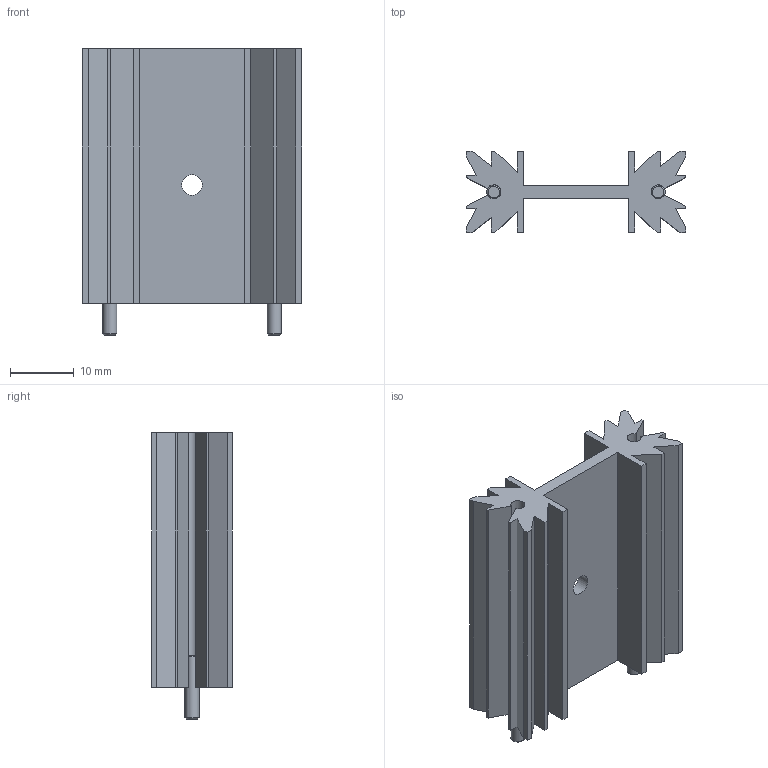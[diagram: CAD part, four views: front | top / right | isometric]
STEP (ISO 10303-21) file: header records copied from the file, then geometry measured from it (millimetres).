
FILE_DESCRIPTION(('FreeCAD Model'),'2;1');
FILE_NAME('Open CASCADE Shape Model','2023-05-30T10:08:57',(''),(''), 'Open CASCADE STEP processor 7.6','FreeCAD','Unknown');
FILE_SCHEMA(('AUTOMOTIVE_DESIGN { 1 0 10303 214 1 1 1 1 }'));
Length unit declared in the file: millimetre
Products named in the file (4): Heatsink; heatsink; pin001; pin002
Assembly tree (3 placements, depth 2):
  Heatsink
    heatsink
    pin001
    pin002
Bounding box: 34.4 x 12.7 x 45 mm (x, y, z)
Volume: 7605.6 mm3; surface area: 7398.1 mm2
Topology: 3 solids, 3 shells, 69 faces, 187 edges, 124 vertices
Faces by surface type: plane 60, cylinder 5, cone 4
Full cylindrical faces by diameter (mm): 2.2 x2, 3.2 x1
Entity records: 2238 total; most frequent: CARTESIAN_POINT 384, ORIENTED_EDGE 374, DIRECTION 349, EDGE_CURVE 187, LINE 171, VECTOR 171, VERTEX_POINT 124, AXIS2_PLACEMENT_3D 89
